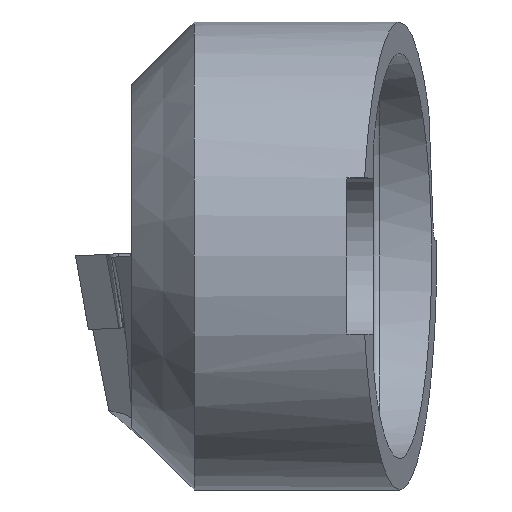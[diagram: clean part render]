
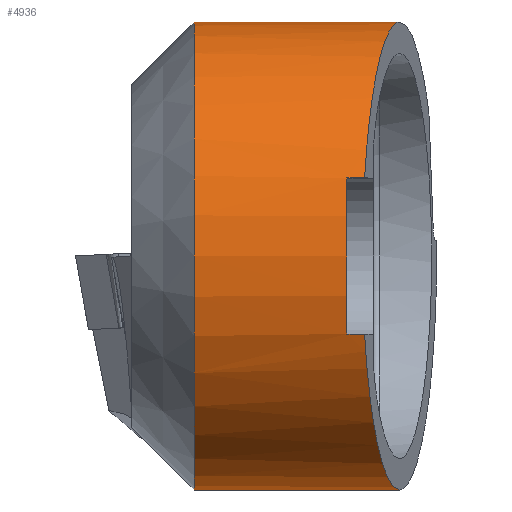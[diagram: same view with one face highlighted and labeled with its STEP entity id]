
A CAD part, front view. The second image highlights one B-rep face of the part: STEP entity #4936.
In plain terms, the highlighted cylindrical face has radius 7.5 mm (diameter 15 mm), a partial arc.
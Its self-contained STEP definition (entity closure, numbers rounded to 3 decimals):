
#47 = AXIS2_PLACEMENT_3D ( 'NONE', #4544, #4395, #4413 ) ;
#94 = EDGE_CURVE ( 'NONE', #3313, #755, #3140, .T. ) ;
#283 = CARTESIAN_POINT ( 'NONE',  ( -0.85, -7.071, 2.5 ) ) ;
#354 = VECTOR ( 'NONE', #1270, 1000. ) ;
#489 = LINE ( 'NONE', #4897, #354 ) ;
#755 = VERTEX_POINT ( 'NONE', #3807 ) ;
#780 = DIRECTION ( 'NONE',  ( 0., 0., 1. ) ) ;
#890 = DIRECTION ( 'NONE',  ( -1., 0., 0. ) ) ;
#897 = CARTESIAN_POINT ( 'NONE',  ( -10., 0., -7.5 ) ) ;
#901 = LINE ( 'NONE', #897, #2484 ) ;
#910 = DIRECTION ( 'NONE',  ( 1., 0., 0. ) ) ;
#1230 = CARTESIAN_POINT ( 'NONE',  ( -5.75, 0., -7.5 ) ) ;
#1270 = DIRECTION ( 'NONE',  ( 1., 0., 0. ) ) ;
#1272 = EDGE_CURVE ( 'NONE', #3184, #3387, #4113, .T. ) ;
#1323 = CARTESIAN_POINT ( 'NONE',  ( -10., -7.071, -2.5 ) ) ;
#1378 = VERTEX_POINT ( 'NONE', #4337 ) ;
#1412 = DIRECTION ( 'NONE',  ( -1., 0., 0. ) ) ;
#1538 = VERTEX_POINT ( 'NONE', #1872 ) ;
#1593 = ORIENTED_EDGE ( 'NONE', *, *, #94, .T. ) ;
#1760 = ORIENTED_EDGE ( 'NONE', *, *, #4938, .T. ) ;
#1872 = CARTESIAN_POINT ( 'NONE',  ( 0.838, 0., -7.5 ) ) ;
#1901 = CARTESIAN_POINT ( 'NONE',  ( -0.108, -5.975, 5.601 ) ) ;
#1940 = CYLINDRICAL_SURFACE ( 'NONE', #47, 7.5 ) ;
#1956 = VECTOR ( 'NONE', #4174, 1000. ) ;
#1998 = LINE ( 'NONE', #4191, #1956 ) ;
#2024 = ORIENTED_EDGE ( 'NONE', *, *, #4672, .F. ) ;
#2064 = FACE_OUTER_BOUND ( 'NONE', #3090, .T. ) ;
#2092 = CARTESIAN_POINT ( 'NONE',  ( 0.317, -3.289, 7.5 ) ) ;
#2094 = ORIENTED_EDGE ( 'NONE', *, *, #4396, .T. ) ;
#2123 = CARTESIAN_POINT ( 'NONE',  ( -0.282, -7.071, 2.5 ) ) ;
#2236 = VERTEX_POINT ( 'NONE', #283 ) ;
#2334 = CARTESIAN_POINT ( 'NONE',  ( 0.838, 0., 7.5 ) ) ;
#2458 = CARTESIAN_POINT ( 'NONE',  ( -5.75, 0., 0. ) ) ;
#2484 = VECTOR ( 'NONE', #910, 1000. ) ;
#2634 =( BOUNDED_CURVE ( )  B_SPLINE_CURVE ( 3, ( #3900, #3887, #3964, #3977 ),
 .UNSPECIFIED., .F., .F. ) 
 B_SPLINE_CURVE_WITH_KNOTS ( ( 4, 4 ),
 ( 1.571, 2.802 ),
 .UNSPECIFIED. ) 
 CURVE ( )  GEOMETRIC_REPRESENTATION_ITEM ( )  RATIONAL_B_SPLINE_CURVE ( ( 1., 0.878, 0.878, 1. ) ) 
 REPRESENTATION_ITEM ( '' )  );
#2635 = ORIENTED_EDGE ( 'NONE', *, *, #4352, .T. ) ;
#3016 = CARTESIAN_POINT ( 'NONE',  ( -5.75, 0., 7.5 ) ) ;
#3019 = ORIENTED_EDGE ( 'NONE', *, *, #4136, .T. ) ;
#3090 = EDGE_LOOP ( 'NONE', ( #3741, #3290, #3019, #2635, #2094, #2024, #1760, #1593 ) ) ;
#3140 =( BOUNDED_CURVE ( )  B_SPLINE_CURVE ( 3, ( #2123, #1901, #2092, #2334 ),
 .UNSPECIFIED., .F., .F. ) 
 B_SPLINE_CURVE_WITH_KNOTS ( ( 4, 4 ),
 ( 3.481, 4.712 ),
 .UNSPECIFIED. ) 
 CURVE ( )  GEOMETRIC_REPRESENTATION_ITEM ( )  RATIONAL_B_SPLINE_CURVE ( ( 1., 0.878, 0.878, 1. ) ) 
 REPRESENTATION_ITEM ( '' )  );
#3184 = VERTEX_POINT ( 'NONE', #1230 ) ;
#3290 = ORIENTED_EDGE ( 'NONE', *, *, #1272, .F. ) ;
#3313 = VERTEX_POINT ( 'NONE', #4281 ) ;
#3387 = VERTEX_POINT ( 'NONE', #3016 ) ;
#3407 = CIRCLE ( 'NONE', #4593, 7.5 ) ;
#3707 = CARTESIAN_POINT ( 'NONE',  ( -0.85, -7.071, -2.5 ) ) ;
#3741 = ORIENTED_EDGE ( 'NONE', *, *, #3773, .F. ) ;
#3773 = EDGE_CURVE ( 'NONE', #3387, #755, #489, .T. ) ;
#3807 = CARTESIAN_POINT ( 'NONE',  ( 0.838, 0., 7.5 ) ) ;
#3875 = DIRECTION ( 'NONE',  ( 0., 0., -1. ) ) ;
#3887 = CARTESIAN_POINT ( 'NONE',  ( 0.317, -3.289, -7.5 ) ) ;
#3890 = DIRECTION ( 'NONE',  ( 1., 0., 0. ) ) ;
#3900 = CARTESIAN_POINT ( 'NONE',  ( 0.838, 0., -7.5 ) ) ;
#3903 = CARTESIAN_POINT ( 'NONE',  ( -0.85, 0., 0. ) ) ;
#3964 = CARTESIAN_POINT ( 'NONE',  ( -0.108, -5.975, -5.601 ) ) ;
#3977 = CARTESIAN_POINT ( 'NONE',  ( -0.282, -7.071, -2.5 ) ) ;
#4099 = AXIS2_PLACEMENT_3D ( 'NONE', #2458, #890, #780 ) ;
#4113 = CIRCLE ( 'NONE', #4099, 7.5 ) ;
#4136 = EDGE_CURVE ( 'NONE', #3184, #1538, #901, .T. ) ;
#4174 = DIRECTION ( 'NONE',  ( 1., 0., 0. ) ) ;
#4191 = CARTESIAN_POINT ( 'NONE',  ( -10., -7.071, 2.5 ) ) ;
#4281 = CARTESIAN_POINT ( 'NONE',  ( -0.282, -7.071, 2.5 ) ) ;
#4337 = CARTESIAN_POINT ( 'NONE',  ( -0.282, -7.071, -2.5 ) ) ;
#4352 = EDGE_CURVE ( 'NONE', #1538, #1378, #2634, .T. ) ;
#4395 = DIRECTION ( 'NONE',  ( 1., 0., 0. ) ) ;
#4396 = EDGE_CURVE ( 'NONE', #1378, #4977, #4832, .T. ) ;
#4413 = DIRECTION ( 'NONE',  ( 0., 0., -1. ) ) ;
#4544 = CARTESIAN_POINT ( 'NONE',  ( -10., 0., 0. ) ) ;
#4593 = AXIS2_PLACEMENT_3D ( 'NONE', #3903, #3890, #3875 ) ;
#4672 = EDGE_CURVE ( 'NONE', #2236, #4977, #3407, .T. ) ;
#4758 = VECTOR ( 'NONE', #1412, 1000. ) ;
#4832 = LINE ( 'NONE', #1323, #4758 ) ;
#4897 = CARTESIAN_POINT ( 'NONE',  ( -10., 0., 7.5 ) ) ;
#4936 = ADVANCED_FACE ( 'NONE', ( #2064 ), #1940, .T. ) ;
#4938 = EDGE_CURVE ( 'NONE', #2236, #3313, #1998, .T. ) ;
#4977 = VERTEX_POINT ( 'NONE', #3707 ) ;
